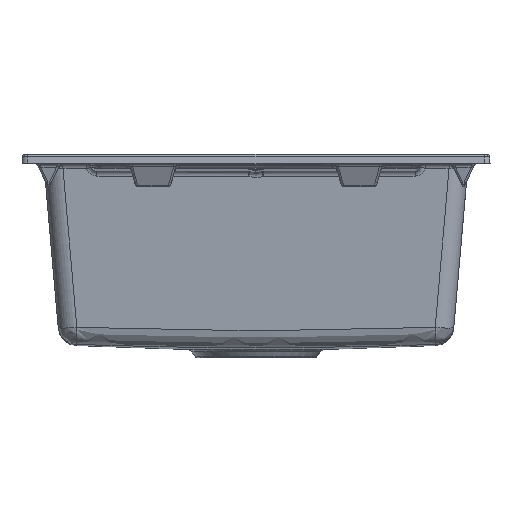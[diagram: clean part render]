
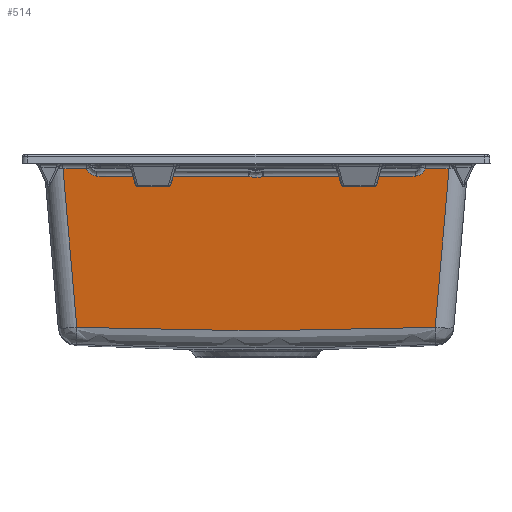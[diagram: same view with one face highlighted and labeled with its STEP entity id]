
A CAD part, left-side view. The second image highlights one B-rep face of the part: STEP entity #514.
In plain terms, the highlighted planar face has unit normal (-0.996, 0, -0.087).
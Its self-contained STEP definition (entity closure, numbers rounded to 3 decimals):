
#514=ADVANCED_FACE('',(#1064),#7635,.T.);
#1064=FACE_OUTER_BOUND('',#1620,.T.);
#1620=EDGE_LOOP('',(#3908,#3909,#3910,#3911,#3912,#3913,#3914,#3915,#3916,
#3917));
#3908=ORIENTED_EDGE('',*,*,#5061,.T.);
#3909=ORIENTED_EDGE('',*,*,#5442,.T.);
#3910=ORIENTED_EDGE('',*,*,#5054,.T.);
#3911=ORIENTED_EDGE('',*,*,#5443,.T.);
#3912=ORIENTED_EDGE('',*,*,#5079,.T.);
#3913=ORIENTED_EDGE('',*,*,#5444,.T.);
#3914=ORIENTED_EDGE('',*,*,#5092,.T.);
#3915=ORIENTED_EDGE('',*,*,#5265,.F.);
#3916=ORIENTED_EDGE('',*,*,#5241,.F.);
#3917=ORIENTED_EDGE('',*,*,#5262,.F.);
#5054=EDGE_CURVE('',#7415,#7416,#6071,.T.);
#5061=EDGE_CURVE('',#7421,#7413,#6075,.T.);
#5079=EDGE_CURVE('',#7426,#7432,#6088,.T.);
#5092=EDGE_CURVE('',#7438,#7445,#6094,.T.);
#5241=EDGE_CURVE('',#7547,#7541,#6169,.T.);
#5262=EDGE_CURVE('',#7421,#7547,#6178,.T.);
#5265=EDGE_CURVE('',#7541,#7445,#6179,.T.);
#5442=EDGE_CURVE('',#7413,#7415,#6782,.T.);
#5443=EDGE_CURVE('',#7416,#7426,#6255,.T.);
#5444=EDGE_CURVE('',#7432,#7438,#6783,.T.);
#6071=B_SPLINE_CURVE_WITH_KNOTS('',1,(#29402,#29403),.UNSPECIFIED.,.F.,
 .F.,(2,2),(-162.067,0.),.UNSPECIFIED.);
#6075=B_SPLINE_CURVE_WITH_KNOTS('',1,(#29437,#29438),.UNSPECIFIED.,.F.,
 .F.,(2,2),(-25.104,0.),.UNSPECIFIED.);
#6088=B_SPLINE_CURVE_WITH_KNOTS('',1,(#29756,#29757),.UNSPECIFIED.,.F.,
 .F.,(2,2),(-162.067,0.),.UNSPECIFIED.);
#6094=B_SPLINE_CURVE_WITH_KNOTS('',1,(#29861,#29862),.UNSPECIFIED.,.F.,
 .F.,(2,2),(-25.104,0.),.UNSPECIFIED.);
#6169=B_SPLINE_CURVE_WITH_KNOTS('',3,(#31090,#31091,#31092,#31093,#31094,
#31095,#31096,#31097,#31098,#31099,#31100,#31101,#31102,#31103,#31104,#31105,
#31106,#31107),.UNSPECIFIED.,.F.,.F.,(4,2,2,2,2,2,2,2,4),(0.,47.865,
95.73,143.595,191.46,239.325,287.19,
335.055,382.92),.UNSPECIFIED.);
#6178=B_SPLINE_CURVE_WITH_KNOTS('',1,(#31176,#31177),.UNSPECIFIED.,.F.,
 .F.,(2,2),(0.,170.844),.UNSPECIFIED.);
#6179=B_SPLINE_CURVE_WITH_KNOTS('',1,(#31184,#31185),.UNSPECIFIED.,.F.,
 .F.,(2,2),(0.,170.844),.UNSPECIFIED.);
#6255=B_SPLINE_CURVE_WITH_KNOTS('',3,(#33131,#33132,#33133,#33134,#33135,
#33136,#33137,#33138,#33139,#33140,#33141,#33142,#33143,#33144),
 .UNSPECIFIED.,.F.,.F.,(4,2,2,2,2,2,4),(0.,2.003,4.006,
8.013,10.016,12.019,16.026),
 .UNSPECIFIED.);
#6782=(
BOUNDED_CURVE()
B_SPLINE_CURVE(3,(#33127,#33128,#33129,#33130),.UNSPECIFIED.,.F.,.F.)
B_SPLINE_CURVE_WITH_KNOTS((4,4),(0.,15.649),.UNSPECIFIED.)
CURVE()
GEOMETRIC_REPRESENTATION_ITEM()
RATIONAL_B_SPLINE_CURVE((1.,0.88,0.88,1.))
REPRESENTATION_ITEM('')
);
#6783=(
BOUNDED_CURVE()
B_SPLINE_CURVE(3,(#33145,#33146,#33147,#33148),.UNSPECIFIED.,.F.,.F.)
B_SPLINE_CURVE_WITH_KNOTS((4,4),(0.,15.649),.UNSPECIFIED.)
CURVE()
GEOMETRIC_REPRESENTATION_ITEM()
RATIONAL_B_SPLINE_CURVE((1.,0.88,0.88,1.))
REPRESENTATION_ITEM('')
);
#7413=VERTEX_POINT('',#22387);
#7415=VERTEX_POINT('',#22389);
#7416=VERTEX_POINT('',#22390);
#7421=VERTEX_POINT('',#22395);
#7426=VERTEX_POINT('',#22400);
#7432=VERTEX_POINT('',#22406);
#7438=VERTEX_POINT('',#22412);
#7445=VERTEX_POINT('',#22419);
#7541=VERTEX_POINT('',#22515);
#7547=VERTEX_POINT('',#22521);
#7635=PLANE('',#8368);
#8368=AXIS2_PLACEMENT_3D('',#19767,#8622,$);
#8622=DIRECTION('',(-0.996,0.,-0.087));
#19767=CARTESIAN_POINT('',(-172.503,-356.271,-97.27));
#22387=CARTESIAN_POINT('',(-189.175,-289.917,93.293));
#22389=CARTESIAN_POINT('',(-188.486,-278.65,85.417));
#22390=CARTESIAN_POINT('',(-188.486,-116.583,85.417));
#22395=CARTESIAN_POINT('',(-189.175,-315.021,93.293));
#22400=CARTESIAN_POINT('',(-188.486,-100.957,85.417));
#22406=CARTESIAN_POINT('',(-188.486,61.11,85.417));
#22412=CARTESIAN_POINT('',(-189.175,72.377,93.293));
#22419=CARTESIAN_POINT('',(-189.175,97.481,93.293));
#22515=CARTESIAN_POINT('',(-174.341,82.647,-76.259));
#22521=CARTESIAN_POINT('',(-174.341,-300.187,-76.259));
#29402=CARTESIAN_POINT('',(-188.486,-278.65,85.417));
#29403=CARTESIAN_POINT('',(-188.486,-116.583,85.417));
#29437=CARTESIAN_POINT('',(-189.175,-315.021,93.293));
#29438=CARTESIAN_POINT('',(-189.175,-289.917,93.293));
#29756=CARTESIAN_POINT('',(-188.486,-100.957,85.417));
#29757=CARTESIAN_POINT('',(-188.486,61.11,85.417));
#29861=CARTESIAN_POINT('',(-189.175,72.377,93.293));
#29862=CARTESIAN_POINT('',(-189.175,97.481,93.293));
#31090=CARTESIAN_POINT('',(-174.341,-300.187,-76.259));
#31091=CARTESIAN_POINT('',(-174.3,-284.24,-76.73));
#31092=CARTESIAN_POINT('',(-174.26,-268.292,-77.185));
#31093=CARTESIAN_POINT('',(-174.185,-236.396,-78.037));
#31094=CARTESIAN_POINT('',(-174.15,-220.448,-78.435));
#31095=CARTESIAN_POINT('',(-174.09,-188.55,-79.127));
#31096=CARTESIAN_POINT('',(-174.064,-172.6,-79.421));
#31097=CARTESIAN_POINT('',(-174.028,-140.697,-79.832));
#31098=CARTESIAN_POINT('',(-174.018,-124.744,-79.946));
#31099=CARTESIAN_POINT('',(-174.018,-92.835,-79.946));
#31100=CARTESIAN_POINT('',(-174.028,-76.878,-79.832));
#31101=CARTESIAN_POINT('',(-174.064,-44.966,-79.421));
#31102=CARTESIAN_POINT('',(-174.09,-29.012,-79.128));
#31103=CARTESIAN_POINT('',(-174.15,2.893,-78.435));
#31104=CARTESIAN_POINT('',(-174.185,18.845,-78.037));
#31105=CARTESIAN_POINT('',(-174.26,50.747,-77.185));
#31106=CARTESIAN_POINT('',(-174.3,66.697,-76.73));
#31107=CARTESIAN_POINT('',(-174.341,82.647,-76.259));
#31176=CARTESIAN_POINT('',(-189.175,-315.021,93.293));
#31177=CARTESIAN_POINT('',(-174.341,-300.187,-76.259));
#31184=CARTESIAN_POINT('',(-174.341,82.647,-76.259));
#31185=CARTESIAN_POINT('',(-189.175,97.481,93.293));
#33127=CARTESIAN_POINT('',(-189.175,-289.917,93.293));
#33128=CARTESIAN_POINT('',(-188.747,-288.125,88.401));
#33129=CARTESIAN_POINT('',(-188.486,-283.856,85.417));
#33130=CARTESIAN_POINT('',(-188.486,-278.65,85.417));
#33131=CARTESIAN_POINT('',(-188.486,-116.583,85.417));
#33132=CARTESIAN_POINT('',(-188.464,-115.959,85.168));
#33133=CARTESIAN_POINT('',(-188.445,-115.324,84.949));
#33134=CARTESIAN_POINT('',(-188.412,-114.038,84.573));
#33135=CARTESIAN_POINT('',(-188.398,-113.391,84.418));
#33136=CARTESIAN_POINT('',(-188.365,-111.437,84.043));
#33137=CARTESIAN_POINT('',(-188.354,-110.119,83.916));
#33138=CARTESIAN_POINT('',(-188.354,-108.117,83.914));
#33139=CARTESIAN_POINT('',(-188.357,-107.445,83.946));
#33140=CARTESIAN_POINT('',(-188.368,-106.108,84.073));
#33141=CARTESIAN_POINT('',(-188.376,-105.445,84.169));
#33142=CARTESIAN_POINT('',(-188.409,-103.482,84.546));
#33143=CARTESIAN_POINT('',(-188.442,-102.204,84.919));
#33144=CARTESIAN_POINT('',(-188.486,-100.957,85.417));
#33145=CARTESIAN_POINT('',(-188.486,61.11,85.417));
#33146=CARTESIAN_POINT('',(-188.486,66.316,85.417));
#33147=CARTESIAN_POINT('',(-188.747,70.585,88.401));
#33148=CARTESIAN_POINT('',(-189.175,72.377,93.293));
